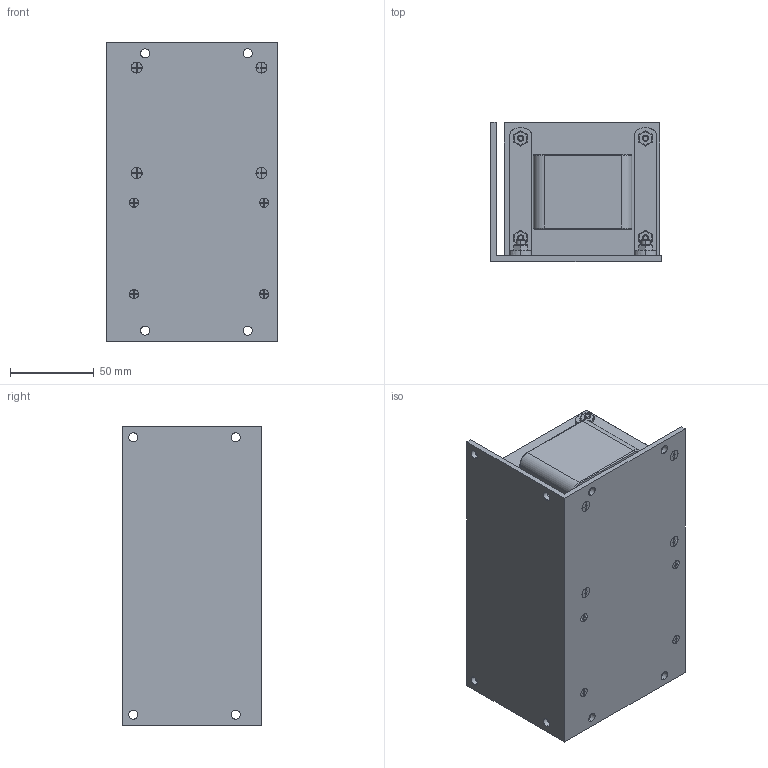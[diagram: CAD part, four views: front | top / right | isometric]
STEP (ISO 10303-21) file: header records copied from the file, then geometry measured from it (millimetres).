
FILE_DESCRIPTION (( 'STEP AP203' ), '1' );
FILE_NAME ('STP-PWR-3204.STEP', '2023-10-10T16:43:10', ( '' ), ( '' ), 'SwSTEP 2.0', 'SolidWorks 2023', '' );
FILE_SCHEMA (( 'CONFIG_CONTROL_DESIGN' ));
Length unit declared in the file: inch
Products named in the file (1): STP-PWR-3204
Bounding box: 101.6 x 82.58 x 177.8 mm (x, y, z)
Volume: 500506 mm3; surface area: 114683.9 mm2
Topology: 1 solids, 3 shells, 683 faces, 1714 edges, 1092 vertices
Faces by surface type: plane 381, cylinder 222, bspline 80
Entity records: 21443 total; most frequent: CARTESIAN_POINT 5374, ORIENTED_EDGE 3420, DIRECTION 3214, EDGE_CURVE 1710, VERTEX_POINT 1092, VECTOR 1078, LINE 1078, AXIS2_PLACEMENT_3D 1068
